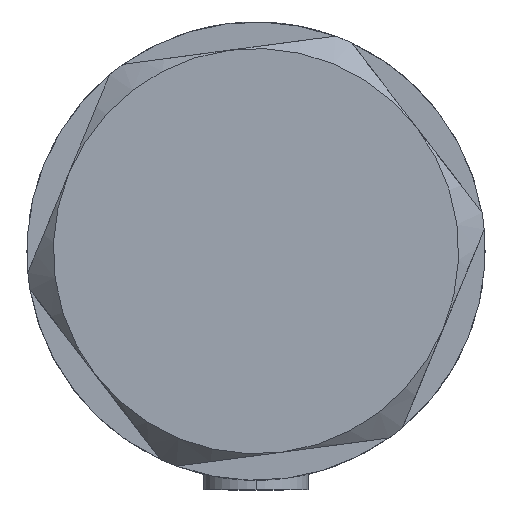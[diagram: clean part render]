
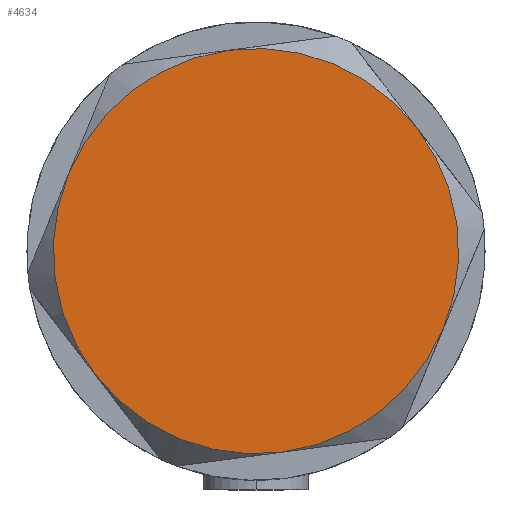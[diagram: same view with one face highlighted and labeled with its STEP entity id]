
A CAD part, left-side view. The second image highlights one B-rep face of the part: STEP entity #4634.
In plain terms, the highlighted face is planar.
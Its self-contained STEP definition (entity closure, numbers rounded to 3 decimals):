
#183 = CARTESIAN_POINT ( 'NONE',  ( 11.5, -19.919, 9. ) ) ;
#210 = DIRECTION ( 'NONE',  ( 0., 0., 1. ) ) ;
#212 = AXIS2_PLACEMENT_3D ( 'NONE', #496, #1309, #3638 ) ;
#333 = EDGE_CURVE ( 'NONE', #1589, #4784, #2639, .T. ) ;
#448 = AXIS2_PLACEMENT_3D ( 'NONE', #2411, #4392, #822 ) ;
#453 = CIRCLE ( 'NONE', #1461, 23. ) ;
#482 = EDGE_CURVE ( 'NONE', #4901, #4366, #3758, .T. ) ;
#496 = CARTESIAN_POINT ( 'NONE',  ( 0., 0., 9. ) ) ;
#626 = ORIENTED_EDGE ( 'NONE', *, *, #3981, .T. ) ;
#695 = ORIENTED_EDGE ( 'NONE', *, *, #986, .T. ) ;
#822 = DIRECTION ( 'NONE',  ( 1., 0., 0. ) ) ;
#961 = EDGE_CURVE ( 'NONE', #4578, #1589, #453, .T. ) ;
#986 = EDGE_CURVE ( 'NONE', #4366, #4578, #3037, .T. ) ;
#1056 = CARTESIAN_POINT ( 'NONE',  ( -11.5, -19.919, 9. ) ) ;
#1113 = AXIS2_PLACEMENT_3D ( 'NONE', #3317, #4113, #4963 ) ;
#1199 = CARTESIAN_POINT ( 'NONE',  ( 0., 0., 9. ) ) ;
#1309 = DIRECTION ( 'NONE',  ( 0., 0., 1. ) ) ;
#1461 = AXIS2_PLACEMENT_3D ( 'NONE', #1199, #3683, #2173 ) ;
#1540 = DIRECTION ( 'NONE',  ( 0., 0., 1. ) ) ;
#1589 = VERTEX_POINT ( 'NONE', #1056 ) ;
#1812 = DIRECTION ( 'NONE',  ( 1., 0., 0. ) ) ;
#1815 = ORIENTED_EDGE ( 'NONE', *, *, #961, .T. ) ;
#1837 = CARTESIAN_POINT ( 'NONE',  ( 0., 0., 9. ) ) ;
#1876 = AXIS2_PLACEMENT_3D ( 'NONE', #2694, #210, #1812 ) ;
#1988 = CARTESIAN_POINT ( 'NONE',  ( 11.5, 19.919, 9. ) ) ;
#2173 = DIRECTION ( 'NONE',  ( 1., 0., 0. ) ) ;
#2230 = CARTESIAN_POINT ( 'NONE',  ( 0., 0., 9. ) ) ;
#2240 = PLANE ( 'NONE',  #2305 ) ;
#2305 = AXIS2_PLACEMENT_3D ( 'NONE', #1837, #4692, #4716 ) ;
#2411 = CARTESIAN_POINT ( 'NONE',  ( 0., 0., 9. ) ) ;
#2581 = CARTESIAN_POINT ( 'NONE',  ( 23., 0., 9. ) ) ;
#2639 = CIRCLE ( 'NONE', #212, 23. ) ;
#2656 = EDGE_CURVE ( 'NONE', #4784, #3776, #3349, .T. ) ;
#2694 = CARTESIAN_POINT ( 'NONE',  ( 0., 0., 9. ) ) ;
#3037 = CIRCLE ( 'NONE', #1113, 23. ) ;
#3317 = CARTESIAN_POINT ( 'NONE',  ( 0., 0., 9. ) ) ;
#3349 = CIRCLE ( 'NONE', #448, 23. ) ;
#3638 = DIRECTION ( 'NONE',  ( 1., 0., 0. ) ) ;
#3676 = CARTESIAN_POINT ( 'NONE',  ( -11.5, 19.919, 9. ) ) ;
#3683 = DIRECTION ( 'NONE',  ( 0., 0., 1. ) ) ;
#3705 = EDGE_LOOP ( 'NONE', ( #4852, #626, #3861, #695, #1815, #4764 ) ) ;
#3758 = CIRCLE ( 'NONE', #4019, 23. ) ;
#3776 = VERTEX_POINT ( 'NONE', #2581 ) ;
#3861 = ORIENTED_EDGE ( 'NONE', *, *, #482, .T. ) ;
#3981 = EDGE_CURVE ( 'NONE', #3776, #4901, #4100, .T. ) ;
#4019 = AXIS2_PLACEMENT_3D ( 'NONE', #2230, #1540, #4760 ) ;
#4100 = CIRCLE ( 'NONE', #1876, 23. ) ;
#4113 = DIRECTION ( 'NONE',  ( 0., 0., 1. ) ) ;
#4223 = CARTESIAN_POINT ( 'NONE',  ( -23., 0., 9. ) ) ;
#4366 = VERTEX_POINT ( 'NONE', #3676 ) ;
#4392 = DIRECTION ( 'NONE',  ( 0., 0., 1. ) ) ;
#4578 = VERTEX_POINT ( 'NONE', #4223 ) ;
#4603 = FACE_OUTER_BOUND ( 'NONE', #3705, .T. ) ;
#4634 = ADVANCED_FACE ( 'NONE', ( #4603 ), #2240, .T. ) ;
#4692 = DIRECTION ( 'NONE',  ( 0., 0., 1. ) ) ;
#4716 = DIRECTION ( 'NONE',  ( 1., 0., 0. ) ) ;
#4760 = DIRECTION ( 'NONE',  ( 1., 0., 0. ) ) ;
#4764 = ORIENTED_EDGE ( 'NONE', *, *, #333, .T. ) ;
#4784 = VERTEX_POINT ( 'NONE', #183 ) ;
#4852 = ORIENTED_EDGE ( 'NONE', *, *, #2656, .T. ) ;
#4901 = VERTEX_POINT ( 'NONE', #1988 ) ;
#4963 = DIRECTION ( 'NONE',  ( 1., 0., 0. ) ) ;
